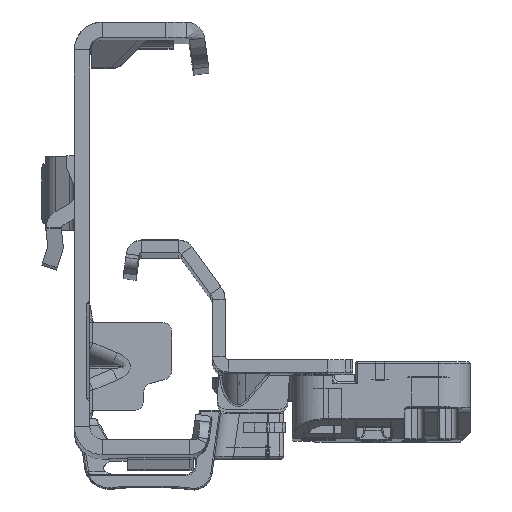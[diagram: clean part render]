
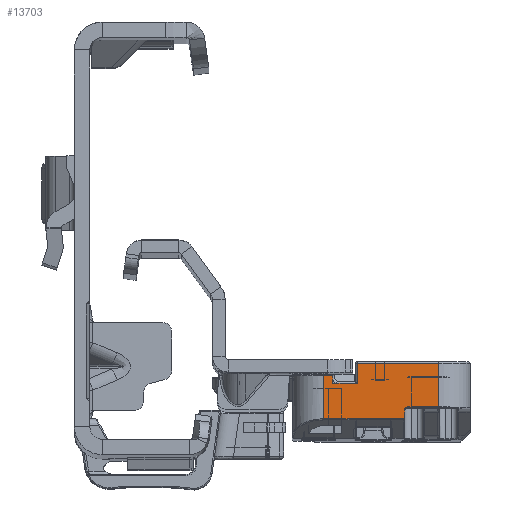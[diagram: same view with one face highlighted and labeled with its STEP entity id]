
A CAD part, top view. The second image highlights one B-rep face of the part: STEP entity #13703.
In plain terms, the highlighted face is planar.
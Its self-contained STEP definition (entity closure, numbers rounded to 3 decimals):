
#774 = AXIS2_PLACEMENT_3D ( 'NONE', #123142, #92613, #22468 ) ;
#1585 = LINE ( 'NONE', #69166, #99711 ) ;
#1964 = ORIENTED_EDGE ( 'NONE', *, *, #103463, .T. ) ;
#3002 = VERTEX_POINT ( 'NONE', #43264 ) ;
#4857 = VECTOR ( 'NONE', #97278, 1000. ) ;
#8157 = ORIENTED_EDGE ( 'NONE', *, *, #28336, .T. ) ;
#8271 = DIRECTION ( 'NONE',  ( 1., 0., 0. ) ) ;
#8758 = LINE ( 'NONE', #95808, #63797 ) ;
#11235 = ORIENTED_EDGE ( 'NONE', *, *, #108991, .F. ) ;
#11690 = VERTEX_POINT ( 'NONE', #64682 ) ;
#13703 = ADVANCED_FACE ( 'NONE', ( #58026 ), #29424, .F. ) ;
#15059 = ORIENTED_EDGE ( 'NONE', *, *, #54294, .T. ) ;
#20588 = CARTESIAN_POINT ( 'NONE',  ( -8.3, -5.2, -284.5 ) ) ;
#22468 = DIRECTION ( 'NONE',  ( 1., 0., 0. ) ) ;
#25016 = CARTESIAN_POINT ( 'NONE',  ( 19.8, -1.15, -284.5 ) ) ;
#27200 = ORIENTED_EDGE ( 'NONE', *, *, #38340, .T. ) ;
#27253 = VERTEX_POINT ( 'NONE', #82498 ) ;
#28336 = EDGE_CURVE ( 'NONE', #27253, #90163, #120968, .T. ) ;
#28520 =( BOUNDED_CURVE ( )  B_SPLINE_CURVE ( 3, ( #87770, #66312, #107862, #115656 ),
 .UNSPECIFIED., .F., .T. ) 
 B_SPLINE_CURVE_WITH_KNOTS ( ( 4, 4 ),
 ( 1.047, 1.571 ),
 .UNSPECIFIED. ) 
 CURVE ( )  GEOMETRIC_REPRESENTATION_ITEM ( )  RATIONAL_B_SPLINE_CURVE ( ( 1., 0.977, 0.977, 1. ) ) 
 REPRESENTATION_ITEM ( '' )  );
#29424 = PLANE ( 'NONE',  #45791 ) ;
#32151 = EDGE_LOOP ( 'NONE', ( #62020, #8157, #27200, #37863, #15059, #1964, #11235, #126416, #39623, #68510, #40080, #106532 ) ) ;
#37863 = ORIENTED_EDGE ( 'NONE', *, *, #123432, .F. ) ;
#38340 = EDGE_CURVE ( 'NONE', #90163, #56753, #115444, .T. ) ;
#38636 = EDGE_CURVE ( 'NONE', #126189, #96289, #83772, .T. ) ;
#38695 = EDGE_CURVE ( 'NONE', #3002, #38710, #67213, .T. ) ;
#38710 = VERTEX_POINT ( 'NONE', #56865 ) ;
#39623 = ORIENTED_EDGE ( 'NONE', *, *, #43857, .F. ) ;
#40080 = ORIENTED_EDGE ( 'NONE', *, *, #101628, .T. ) ;
#40761 = CARTESIAN_POINT ( 'NONE',  ( -8.3, -6.785, -284.5 ) ) ;
#43264 = CARTESIAN_POINT ( 'NONE',  ( -0.75, 2.1, -284.5 ) ) ;
#43857 = EDGE_CURVE ( 'NONE', #116708, #96289, #58915, .T. ) ;
#44120 = EDGE_CURVE ( 'NONE', #38710, #27253, #104906, .T. ) ;
#44217 = CARTESIAN_POINT ( 'NONE',  ( -8.273, -6.785, -284.5 ) ) ;
#44514 = DIRECTION ( 'NONE',  ( 1., 0., 0. ) ) ;
#44910 = LINE ( 'NONE', #114403, #71796 ) ;
#45182 = DIRECTION ( 'NONE',  ( 0., -1., 0. ) ) ;
#45791 = AXIS2_PLACEMENT_3D ( 'NONE', #89808, #89177, #69646 ) ;
#53369 = DIRECTION ( 'NONE',  ( 0., 1., 0. ) ) ;
#54294 = EDGE_CURVE ( 'NONE', #11690, #89273, #99241, .T. ) ;
#54993 = CARTESIAN_POINT ( 'NONE',  ( -13.7, 2.1, -284.5 ) ) ;
#56753 = VERTEX_POINT ( 'NONE', #79984 ) ;
#56865 = CARTESIAN_POINT ( 'NONE',  ( -0.75, -1.15, -284.5 ) ) ;
#57656 = CARTESIAN_POINT ( 'NONE',  ( 4.6, 0.1, -284.5 ) ) ;
#58026 = FACE_OUTER_BOUND ( 'NONE', #32151, .T. ) ;
#58839 = VERTEX_POINT ( 'NONE', #94969 ) ;
#58915 = LINE ( 'NONE', #118001, #85288 ) ;
#60083 = DIRECTION ( 'NONE',  ( 1., 0., 0. ) ) ;
#61271 = LINE ( 'NONE', #89260, #105063 ) ;
#62020 = ORIENTED_EDGE ( 'NONE', *, *, #44120, .T. ) ;
#63797 = VECTOR ( 'NONE', #127609, 1000. ) ;
#64682 = CARTESIAN_POINT ( 'NONE',  ( 4.6, -6.785, -284.5 ) ) ;
#66312 = CARTESIAN_POINT ( 'NONE',  ( -8.291, -6.749, -284.5 ) ) ;
#67213 = LINE ( 'NONE', #86754, #102088 ) ;
#68510 = ORIENTED_EDGE ( 'NONE', *, *, #108002, .T. ) ;
#69166 = CARTESIAN_POINT ( 'NONE',  ( -0.7, 2.1, -284.5 ) ) ;
#69646 = DIRECTION ( 'NONE',  ( 1., 0., 0. ) ) ;
#71796 = VECTOR ( 'NONE', #53369, 1000. ) ;
#74896 = VECTOR ( 'NONE', #44514, 1000. ) ;
#78163 = CARTESIAN_POINT ( 'NONE',  ( -13.7, -5., -284.5 ) ) ;
#79984 = CARTESIAN_POINT ( 'NONE',  ( 4.6, 0.1, -284.5 ) ) ;
#80127 = DIRECTION ( 'NONE',  ( 0., 1., 0. ) ) ;
#82498 = CARTESIAN_POINT ( 'NONE',  ( 3.15, -1.15, -284.5 ) ) ;
#83772 = CIRCLE ( 'NONE', #774, 0.2 ) ;
#85288 = VECTOR ( 'NONE', #8271, 1000. ) ;
#86754 = CARTESIAN_POINT ( 'NONE',  ( -0.75, -0.9, -284.5 ) ) ;
#87770 = CARTESIAN_POINT ( 'NONE',  ( -8.273, -6.785, -284.5 ) ) ;
#89177 = DIRECTION ( 'NONE',  ( 0., 0., 1. ) ) ;
#89217 = CARTESIAN_POINT ( 'NONE',  ( -8.5, -5., -284.5 ) ) ;
#89260 = CARTESIAN_POINT ( 'NONE',  ( -13.7, 2., -284.5 ) ) ;
#89273 = VERTEX_POINT ( 'NONE', #44217 ) ;
#89517 = DIRECTION ( 'NONE',  ( -1., 0., 0. ) ) ;
#89808 = CARTESIAN_POINT ( 'NONE',  ( 19.8, 2.6, -284.5 ) ) ;
#90163 = VERTEX_POINT ( 'NONE', #99129 ) ;
#92613 = DIRECTION ( 'NONE',  ( 0., 0., 1. ) ) ;
#94969 = CARTESIAN_POINT ( 'NONE',  ( -8.3, -6.669, -284.5 ) ) ;
#95808 = CARTESIAN_POINT ( 'NONE',  ( -8.3, 0., -284.5 ) ) ;
#96289 = VERTEX_POINT ( 'NONE', #89217 ) ;
#97278 = DIRECTION ( 'NONE',  ( 1., 0., 0. ) ) ;
#99129 = CARTESIAN_POINT ( 'NONE',  ( 3.15, 0.1, -284.5 ) ) ;
#99241 = LINE ( 'NONE', #40761, #101407 ) ;
#99711 = VECTOR ( 'NONE', #60083, 1000. ) ;
#100222 = CARTESIAN_POINT ( 'NONE',  ( 3.15, 0.1, -284.5 ) ) ;
#101407 = VECTOR ( 'NONE', #89517, 1000. ) ;
#101628 = EDGE_CURVE ( 'NONE', #107190, #3002, #1585, .T. ) ;
#102088 = VECTOR ( 'NONE', #45182, 1000. ) ;
#103463 = EDGE_CURVE ( 'NONE', #89273, #58839, #28520, .T. ) ;
#104906 = LINE ( 'NONE', #25016, #74896 ) ;
#105063 = VECTOR ( 'NONE', #80127, 1000. ) ;
#106532 = ORIENTED_EDGE ( 'NONE', *, *, #38695, .T. ) ;
#107190 = VERTEX_POINT ( 'NONE', #54993 ) ;
#107862 = CARTESIAN_POINT ( 'NONE',  ( -8.3, -6.71, -284.5 ) ) ;
#108002 = EDGE_CURVE ( 'NONE', #116708, #107190, #61271, .T. ) ;
#108991 = EDGE_CURVE ( 'NONE', #126189, #58839, #8758, .T. ) ;
#114403 = CARTESIAN_POINT ( 'NONE',  ( 4.6, -242.444, -284.5 ) ) ;
#115444 = LINE ( 'NONE', #57656, #4857 ) ;
#115656 = CARTESIAN_POINT ( 'NONE',  ( -8.3, -6.669, -284.5 ) ) ;
#116708 = VERTEX_POINT ( 'NONE', #78163 ) ;
#118001 = CARTESIAN_POINT ( 'NONE',  ( -8.3, -5., -284.5 ) ) ;
#120342 = DIRECTION ( 'NONE',  ( 0., 1., 0. ) ) ;
#120968 = LINE ( 'NONE', #100222, #126278 ) ;
#123142 = CARTESIAN_POINT ( 'NONE',  ( -8.5, -5.2, -284.5 ) ) ;
#123432 = EDGE_CURVE ( 'NONE', #11690, #56753, #44910, .T. ) ;
#126189 = VERTEX_POINT ( 'NONE', #20588 ) ;
#126278 = VECTOR ( 'NONE', #120342, 1000. ) ;
#126416 = ORIENTED_EDGE ( 'NONE', *, *, #38636, .T. ) ;
#127609 = DIRECTION ( 'NONE',  ( 0., -1., 0. ) ) ;
